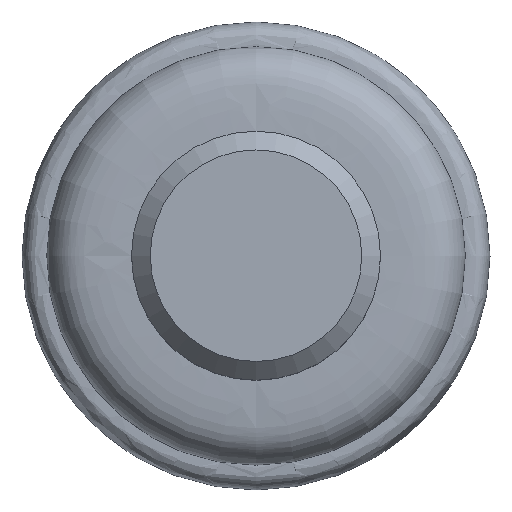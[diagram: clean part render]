
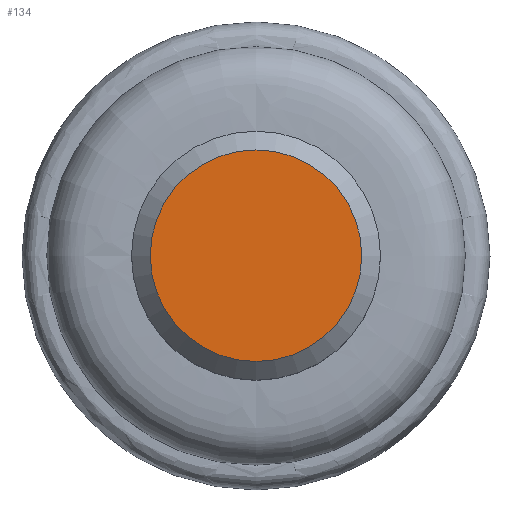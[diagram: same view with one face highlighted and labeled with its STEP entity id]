
A CAD part, top view. The second image highlights one B-rep face of the part: STEP entity #134.
In plain terms, the highlighted planar face has unit normal (0, 0, 1).
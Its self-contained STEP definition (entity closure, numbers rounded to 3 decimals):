
#26=PLANE('',#163);
#32=FACE_OUTER_BOUND('',#42,.T.);
#42=EDGE_LOOP('',(#106));
#55=CIRCLE('',#157,11.3);
#66=VERTEX_POINT('',#213);
#77=EDGE_CURVE('',#66,#66,#55,.T.);
#106=ORIENTED_EDGE('',*,*,#77,.F.);
#134=ADVANCED_FACE('',(#32),#26,.T.);
#157=AXIS2_PLACEMENT_3D('',#214,#177,#178);
#163=AXIS2_PLACEMENT_3D('',#226,#191,#192);
#177=DIRECTION('center_axis',(0.,0.,-1.));
#178=DIRECTION('ref_axis',(-1.,0.,0.));
#191=DIRECTION('center_axis',(0.,0.,1.));
#192=DIRECTION('ref_axis',(1.,0.,0.));
#213=CARTESIAN_POINT('',(11.3,0.,19.));
#214=CARTESIAN_POINT('Origin',(0.,0.,19.));
#226=CARTESIAN_POINT('Origin',(0.,0.,19.));
